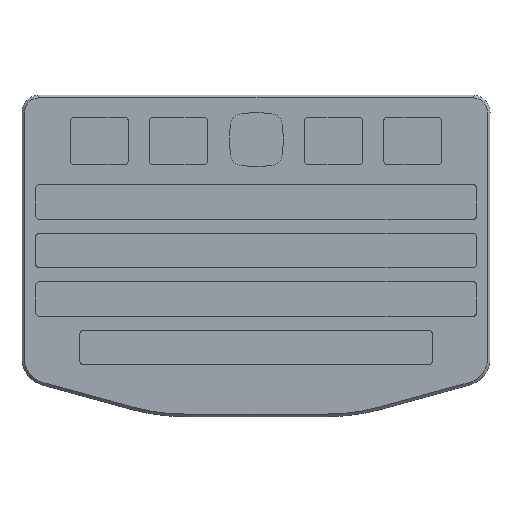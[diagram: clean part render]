
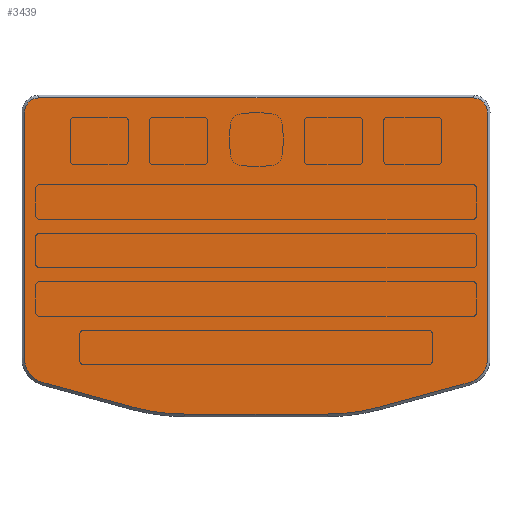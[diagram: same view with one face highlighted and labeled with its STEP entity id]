
A CAD part, top view. The second image highlights one B-rep face of the part: STEP entity #3439.
In plain terms, the highlighted planar face has unit normal (0, 0, 1).
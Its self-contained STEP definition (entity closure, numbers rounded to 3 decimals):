
#10 = AXIS2_PLACEMENT_3D ( 'NONE', #195, #4936, #2096 ) ;
#20 = DIRECTION ( 'NONE',  ( -1., 0., 0. ) ) ;
#33 = CARTESIAN_POINT ( 'NONE',  ( 67.193, -42.665, 0. ) ) ;
#78 = DIRECTION ( 'NONE',  ( 0.964, 0.264, 0. ) ) ;
#108 = CARTESIAN_POINT ( 'NONE',  ( 70.014, -38.964, 0. ) ) ;
#113 = VECTOR ( 'NONE', #1178, 1000. ) ;
#195 = CARTESIAN_POINT ( 'NONE',  ( 45.452, -17.1, 0. ) ) ;
#217 = AXIS2_PLACEMENT_3D ( 'NONE', #543, #3352, #3446 ) ;
#236 = EDGE_CURVE ( 'NONE', #1175, #2577, #3750, .T. ) ;
#385 = VERTEX_POINT ( 'NONE', #33 ) ;
#543 = CARTESIAN_POINT ( 'NONE',  ( 23.526, -17.095, 0. ) ) ;
#558 = VERTEX_POINT ( 'NONE', #1659 ) ;
#592 = EDGE_CURVE ( 'NONE', #5921, #1959, #4676, .T. ) ;
#609 = CARTESIAN_POINT ( 'NONE',  ( 67.827, -1.15, 0. ) ) ;
#633 = EDGE_CURVE ( 'NONE', #846, #4137, #2335, .T. ) ;
#669 = AXIS2_PLACEMENT_3D ( 'NONE', #1272, #3534, #2650 ) ;
#704 = CARTESIAN_POINT ( 'NONE',  ( 23.526, -47.499, 0. ) ) ;
#760 = EDGE_CURVE ( 'NONE', #1959, #1175, #3166, .T. ) ;
#782 = CARTESIAN_POINT ( 'NONE',  ( 67.827, 1.037, 0. ) ) ;
#846 = VERTEX_POINT ( 'NONE', #5342 ) ;
#856 = VERTEX_POINT ( 'NONE', #2342 ) ;
#940 = DIRECTION ( 'NONE',  ( 0., -1., 0. ) ) ;
#1079 = EDGE_CURVE ( 'NONE', #3455, #846, #6046, .T. ) ;
#1175 = VERTEX_POINT ( 'NONE', #1717 ) ;
#1178 = DIRECTION ( 'NONE',  ( 1., 0., 0. ) ) ;
#1243 = AXIS2_PLACEMENT_3D ( 'NONE', #1460, #3339, #5300 ) ;
#1256 = EDGE_CURVE ( 'NONE', #856, #2038, #4275, .T. ) ;
#1272 = CARTESIAN_POINT ( 'NONE',  ( 66.177, -38.964, 0. ) ) ;
#1460 = CARTESIAN_POINT ( 'NONE',  ( 2.801, -38.963, 0. ) ) ;
#1461 = ORIENTED_EDGE ( 'NONE', *, *, #633, .T. ) ;
#1480 = VECTOR ( 'NONE', #78, 1000. ) ;
#1659 = CARTESIAN_POINT ( 'NONE',  ( 15.495, -46.42, 0. ) ) ;
#1717 = CARTESIAN_POINT ( 'NONE',  ( 1.15, 1.037, 0. ) ) ;
#1823 = AXIS2_PLACEMENT_3D ( 'NONE', #4026, #5968, #20 ) ;
#1872 = CIRCLE ( 'NONE', #669, 3.837 ) ;
#1959 = VERTEX_POINT ( 'NONE', #4210 ) ;
#2038 = VERTEX_POINT ( 'NONE', #4323 ) ;
#2074 = EDGE_CURVE ( 'NONE', #558, #3455, #5293, .T. ) ;
#2095 = ORIENTED_EDGE ( 'NONE', *, *, #2489, .T. ) ;
#2096 = DIRECTION ( 'NONE',  ( -1., 0., 0. ) ) ;
#2118 = ORIENTED_EDGE ( 'NONE', *, *, #1256, .T. ) ;
#2130 = ORIENTED_EDGE ( 'NONE', *, *, #1079, .T. ) ;
#2251 = FACE_OUTER_BOUND ( 'NONE', #3031, .T. ) ;
#2335 = CIRCLE ( 'NONE', #10, 30.4 ) ;
#2342 = CARTESIAN_POINT ( 'NONE',  ( -1.037, -38.964, 0. ) ) ;
#2360 = AXIS2_PLACEMENT_3D ( 'NONE', #4701, #5156, #4643 ) ;
#2418 = CARTESIAN_POINT ( 'NONE',  ( -1.037, -1.15, 0. ) ) ;
#2457 = ORIENTED_EDGE ( 'NONE', *, *, #2074, .T. ) ;
#2489 = EDGE_CURVE ( 'NONE', #5618, #5921, #2588, .T. ) ;
#2577 = VERTEX_POINT ( 'NONE', #3958 ) ;
#2588 = LINE ( 'NONE', #3926, #5109 ) ;
#2595 = ORIENTED_EDGE ( 'NONE', *, *, #5790, .T. ) ;
#2650 = DIRECTION ( 'NONE',  ( -1., 0., 0. ) ) ;
#2681 = ORIENTED_EDGE ( 'NONE', *, *, #760, .T. ) ;
#2792 = VECTOR ( 'NONE', #940, 1000. ) ;
#3023 = ORIENTED_EDGE ( 'NONE', *, *, #4244, .T. ) ;
#3028 = CARTESIAN_POINT ( 'NONE',  ( 1.786, -42.665, 0. ) ) ;
#3031 = EDGE_LOOP ( 'NONE', ( #2118, #5897, #2457, #2130, #1461, #3023, #3867, #2095, #4422, #2681, #3893, #2595 ) ) ;
#3166 = LINE ( 'NONE', #782, #4783 ) ;
#3224 = DIRECTION ( 'NONE',  ( -1., 0., 0. ) ) ;
#3283 = PLANE ( 'NONE',  #2360 ) ;
#3339 = DIRECTION ( 'NONE',  ( 0., 0., 1. ) ) ;
#3352 = DIRECTION ( 'NONE',  ( 0., 0., 1. ) ) ;
#3369 = CARTESIAN_POINT ( 'NONE',  ( 53.482, -46.42, 0. ) ) ;
#3413 = EDGE_CURVE ( 'NONE', #2038, #558, #6051, .T. ) ;
#3439 = ADVANCED_FACE ( 'NONE', ( #2251 ), #3283, .T. ) ;
#3446 = DIRECTION ( 'NONE',  ( 0., 1., 0. ) ) ;
#3455 = VERTEX_POINT ( 'NONE', #4170 ) ;
#3528 = LINE ( 'NONE', #3919, #1480 ) ;
#3534 = DIRECTION ( 'NONE',  ( 0., 0., 1. ) ) ;
#3750 = CIRCLE ( 'NONE', #1823, 2.187 ) ;
#3867 = ORIENTED_EDGE ( 'NONE', *, *, #4915, .T. ) ;
#3893 = ORIENTED_EDGE ( 'NONE', *, *, #236, .T. ) ;
#3919 = CARTESIAN_POINT ( 'NONE',  ( 53.482, -46.42, 0. ) ) ;
#3926 = CARTESIAN_POINT ( 'NONE',  ( 70.014, -1.15, 0. ) ) ;
#3958 = CARTESIAN_POINT ( 'NONE',  ( -1.037, -1.15, 0. ) ) ;
#4026 = CARTESIAN_POINT ( 'NONE',  ( 1.15, -1.15, 0. ) ) ;
#4137 = VERTEX_POINT ( 'NONE', #3369 ) ;
#4170 = CARTESIAN_POINT ( 'NONE',  ( 23.526, -47.499, 0. ) ) ;
#4210 = CARTESIAN_POINT ( 'NONE',  ( 67.827, 1.037, 0. ) ) ;
#4244 = EDGE_CURVE ( 'NONE', #4137, #385, #3528, .T. ) ;
#4275 = CIRCLE ( 'NONE', #1243, 3.838 ) ;
#4323 = CARTESIAN_POINT ( 'NONE',  ( 1.786, -42.665, 0. ) ) ;
#4422 = ORIENTED_EDGE ( 'NONE', *, *, #592, .T. ) ;
#4509 = DIRECTION ( 'NONE',  ( 0.964, -0.264, 0. ) ) ;
#4536 = DIRECTION ( 'NONE',  ( 0., 1., 0. ) ) ;
#4643 = DIRECTION ( 'NONE',  ( 1., 0., 0. ) ) ;
#4676 = CIRCLE ( 'NONE', #6005, 2.187 ) ;
#4701 = CARTESIAN_POINT ( 'NONE',  ( 67.827, -1.15, 0. ) ) ;
#4783 = VECTOR ( 'NONE', #3224, 1000. ) ;
#4875 = LINE ( 'NONE', #2418, #2792 ) ;
#4909 = VECTOR ( 'NONE', #4509, 1000. ) ;
#4915 = EDGE_CURVE ( 'NONE', #385, #5618, #1872, .T. ) ;
#4936 = DIRECTION ( 'NONE',  ( 0., 0., 1. ) ) ;
#5065 = DIRECTION ( 'NONE',  ( 0., 0., 1. ) ) ;
#5072 = CARTESIAN_POINT ( 'NONE',  ( 70.014, -1.15, 0. ) ) ;
#5109 = VECTOR ( 'NONE', #4536, 1000. ) ;
#5156 = DIRECTION ( 'NONE',  ( 0., 0., 1. ) ) ;
#5293 = CIRCLE ( 'NONE', #217, 30.404 ) ;
#5300 = DIRECTION ( 'NONE',  ( -1., 0., 0. ) ) ;
#5342 = CARTESIAN_POINT ( 'NONE',  ( 45.453, -47.499, 0. ) ) ;
#5618 = VERTEX_POINT ( 'NONE', #108 ) ;
#5790 = EDGE_CURVE ( 'NONE', #2577, #856, #4875, .T. ) ;
#5897 = ORIENTED_EDGE ( 'NONE', *, *, #3413, .T. ) ;
#5921 = VERTEX_POINT ( 'NONE', #5072 ) ;
#5951 = DIRECTION ( 'NONE',  ( 0., 1., 0. ) ) ;
#5968 = DIRECTION ( 'NONE',  ( 0., 0., 1. ) ) ;
#6005 = AXIS2_PLACEMENT_3D ( 'NONE', #609, #5065, #5951 ) ;
#6046 = LINE ( 'NONE', #704, #113 ) ;
#6051 = LINE ( 'NONE', #3028, #4909 ) ;
